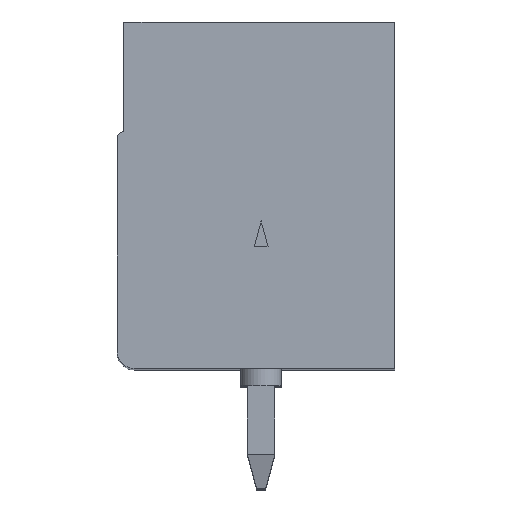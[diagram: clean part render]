
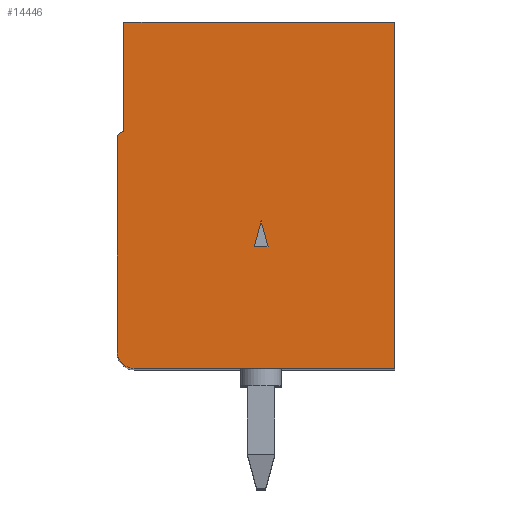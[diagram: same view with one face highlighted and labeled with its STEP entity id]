
A CAD part, top view. The second image highlights one B-rep face of the part: STEP entity #14446.
In plain terms, the highlighted planar face has unit normal (0, 0, 1).
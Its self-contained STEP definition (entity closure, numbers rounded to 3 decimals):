
#2609 = VERTEX_POINT('',#2610);
#2610 = CARTESIAN_POINT('',(-3.9,4.3,6.9));
#2618 = VERTEX_POINT('',#2619);
#2619 = CARTESIAN_POINT('',(-3.699,3.55,6.9));
#2625 = EDGE_CURVE('',#2618,#2609,#2626,.T.);
#2626 = LINE('',#2627,#2628);
#2627 = CARTESIAN_POINT('',(8.67,-42.613,6.9));
#2628 = VECTOR('',#2629,1.);
#2629 = DIRECTION('',(-0.259,0.966,0.));
#2642 = VERTEX_POINT('',#2643);
#2643 = CARTESIAN_POINT('',(-4.101,3.55,6.9));
#2649 = EDGE_CURVE('',#2642,#2618,#2650,.T.);
#2650 = LINE('',#2651,#2652);
#2651 = CARTESIAN_POINT('',(32.388,3.55,6.9));
#2652 = VECTOR('',#2653,1.);
#2653 = DIRECTION('',(1.,0.,0.));
#2666 = EDGE_CURVE('',#2609,#2642,#2667,.T.);
#2667 = LINE('',#2668,#2669);
#2668 = CARTESIAN_POINT('',(-16.47,-42.613,6.9));
#2669 = VECTOR('',#2670,1.);
#2670 = DIRECTION('',(-0.259,-0.966,0.));
#2683 = VERTEX_POINT('',#2684);
#2684 = CARTESIAN_POINT('',(-7.6,0.,6.9));
#2690 = EDGE_CURVE('',#2691,#2683,#2693,.T.);
#2691 = VERTEX_POINT('',#2692);
#2692 = CARTESIAN_POINT('',(-8.1,0.5,6.9));
#2693 = CIRCLE('',#2694,0.5);
#2694 = AXIS2_PLACEMENT_3D('',#2695,#2696,#2697);
#2695 = CARTESIAN_POINT('',(-7.6,0.5,6.9));
#2696 = DIRECTION('',(0.,-0.,1.));
#2697 = DIRECTION('',(0.,1.,0.));
#3495 = VERTEX_POINT('',#3496);
#3496 = CARTESIAN_POINT('',(-8.1,6.7,6.9));
#3502 = EDGE_CURVE('',#3503,#3495,#3505,.T.);
#3503 = VERTEX_POINT('',#3504);
#3504 = CARTESIAN_POINT('',(-7.9,6.9,6.9));
#3505 = CIRCLE('',#3506,0.2);
#3506 = AXIS2_PLACEMENT_3D('',#3507,#3508,#3509);
#3507 = CARTESIAN_POINT('',(-7.9,6.7,6.9));
#3508 = DIRECTION('',(0.,-0.,1.));
#3509 = DIRECTION('',(0.,1.,0.));
#9455 = VERTEX_POINT('',#9456);
#9456 = CARTESIAN_POINT('',(0.,10.1,6.9));
#9462 = EDGE_CURVE('',#9463,#9455,#9465,.T.);
#9463 = VERTEX_POINT('',#9464);
#9464 = CARTESIAN_POINT('',(0.,0.,6.9));
#9465 = LINE('',#9466,#9467);
#9466 = CARTESIAN_POINT('',(0.,-42.613,6.9));
#9467 = VECTOR('',#9468,1.);
#9468 = DIRECTION('',(0.,1.,0.));
#11817 = EDGE_CURVE('',#2683,#9463,#11818,.T.);
#11818 = LINE('',#11819,#11820);
#11819 = CARTESIAN_POINT('',(32.388,0.,6.9));
#11820 = VECTOR('',#11821,1.);
#11821 = DIRECTION('',(1.,0.,0.));
#13381 = EDGE_CURVE('',#3503,#13382,#13384,.T.);
#13382 = VERTEX_POINT('',#13383);
#13383 = CARTESIAN_POINT('',(-7.9,10.1,6.9));
#13384 = LINE('',#13385,#13386);
#13385 = CARTESIAN_POINT('',(-7.9,-42.613,6.9));
#13386 = VECTOR('',#13387,1.);
#13387 = DIRECTION('',(0.,1.,0.));
#13671 = EDGE_CURVE('',#9455,#13382,#13672,.T.);
#13672 = LINE('',#13673,#13674);
#13673 = CARTESIAN_POINT('',(32.388,10.1,6.9));
#13674 = VECTOR('',#13675,1.);
#13675 = DIRECTION('',(-1.,0.,0.));
#14446 = ADVANCED_FACE('',(#14447,#14461),#14466,.T.);
#14447 = FACE_BOUND('',#14448,.T.);
#14448 = EDGE_LOOP('',(#14449,#14450,#14451,#14452,#14453,#14459,#14460)
  );
#14449 = ORIENTED_EDGE('',*,*,#9462,.T.);
#14450 = ORIENTED_EDGE('',*,*,#13671,.T.);
#14451 = ORIENTED_EDGE('',*,*,#13381,.F.);
#14452 = ORIENTED_EDGE('',*,*,#3502,.T.);
#14453 = ORIENTED_EDGE('',*,*,#14454,.T.);
#14454 = EDGE_CURVE('',#3495,#2691,#14455,.T.);
#14455 = LINE('',#14456,#14457);
#14456 = CARTESIAN_POINT('',(-8.1,-42.613,6.9));
#14457 = VECTOR('',#14458,1.);
#14458 = DIRECTION('',(0.,-1.,0.));
#14459 = ORIENTED_EDGE('',*,*,#2690,.T.);
#14460 = ORIENTED_EDGE('',*,*,#11817,.T.);
#14461 = FACE_BOUND('',#14462,.T.);
#14462 = EDGE_LOOP('',(#14463,#14464,#14465));
#14463 = ORIENTED_EDGE('',*,*,#2625,.F.);
#14464 = ORIENTED_EDGE('',*,*,#2649,.F.);
#14465 = ORIENTED_EDGE('',*,*,#2666,.F.);
#14466 = PLANE('',#14467);
#14467 = AXIS2_PLACEMENT_3D('',#14468,#14469,#14470);
#14468 = CARTESIAN_POINT('',(-3.349,4.897,6.9));
#14469 = DIRECTION('',(0.,0.,1.));
#14470 = DIRECTION('',(0.,1.,0.));
